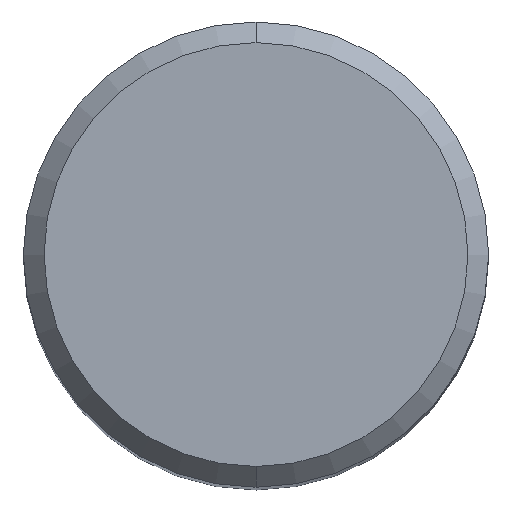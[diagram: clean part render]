
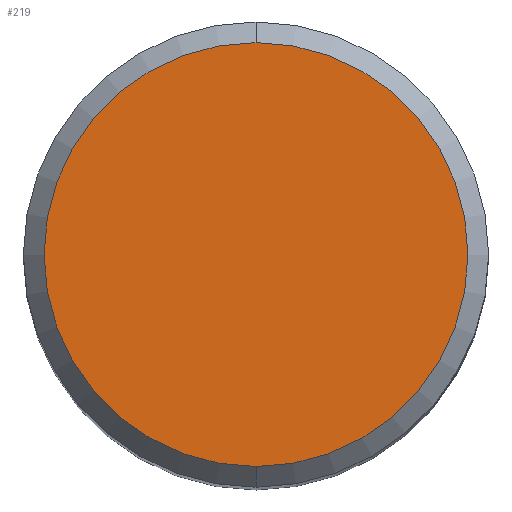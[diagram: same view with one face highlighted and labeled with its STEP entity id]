
A CAD part, top view. The second image highlights one B-rep face of the part: STEP entity #219.
In plain terms, the highlighted planar face has unit normal (0, 0, 1).
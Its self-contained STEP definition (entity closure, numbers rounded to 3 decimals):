
#219=ADVANCED_FACE('',(#531),#532,.T.);
#243=VERTEX_POINT('',#557);
#365=EDGE_CURVE('',#243,#449,#692,.T.);
#379=EDGE_CURVE('',#449,#243,#707,.T.);
#449=VERTEX_POINT('',#785);
#531=FACE_OUTER_BOUND('',#922,.T.);
#532=PLANE('',#923);
#557=CARTESIAN_POINT('',(0.0,8.2,0.0));
#692=CIRCLE('',#1260,8.2);
#707=CIRCLE('',#1307,8.2);
#785=CARTESIAN_POINT('',(0.,-8.2,0.0));
#922=EDGE_LOOP('',(#1562,#1563));
#923=AXIS2_PLACEMENT_3D('',#1564,#1565,#1566);
#1260=AXIS2_PLACEMENT_3D('',#1734,#1735,#1736);
#1307=AXIS2_PLACEMENT_3D('',#1753,#1754,#1755);
#1562=ORIENTED_EDGE('',*,*,#365,.F.);
#1563=ORIENTED_EDGE('',*,*,#379,.F.);
#1564=CARTESIAN_POINT('',(0.0,4.1,0.0));
#1565=DIRECTION('',(-0.0,0.0,1.0));
#1566=DIRECTION('',(0.0,-1.0,0.0));
#1734=CARTESIAN_POINT('',(0.0,0.0,0.0));
#1735=DIRECTION('',(0.0,0.0,-1.0));
#1736=DIRECTION('',(0.0,1.0,0.0));
#1753=CARTESIAN_POINT('',(0.0,0.0,0.0));
#1754=DIRECTION('',(0.0,0.0,-1.0));
#1755=DIRECTION('',(0.0,1.0,0.0));
